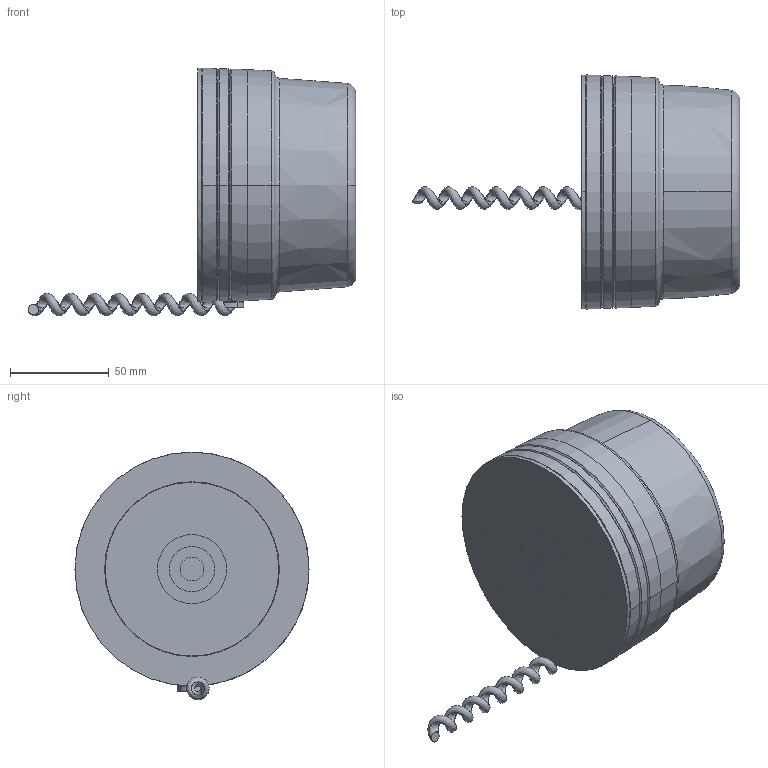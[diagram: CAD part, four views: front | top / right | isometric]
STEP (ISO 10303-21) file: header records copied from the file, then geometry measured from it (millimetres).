
FILE_DESCRIPTION (( 'STEP AP203' ), '1' );
FILE_NAME ('DK170507DD21.STEP', '2018-05-15T07:43:47', ( '' ), ( '' ), 'SwSTEP 2.0', 'SolidWorks 2017', '' );
FILE_SCHEMA (( 'CONFIG_CONTROL_DESIGN' ));
Length unit declared in the file: millimetre
Products named in the file (1): DK170507DD21
Bounding box: 166.05 x 118.59 x 125.56 mm (x, y, z)
Volume: 253387.6 mm3; surface area: 129192.5 mm2
Topology: 2 solids, 29 shells, 814 faces, 2086 edges, 1342 vertices
Faces by surface type: plane 360, bspline 155, cone 122, cylinder 113, torus 64
Entity records: 40030 total; most frequent: CARTESIAN_POINT 21521, ORIENTED_EDGE 4128, DIRECTION 3422, EDGE_CURVE 2064, VERTEX_POINT 1342, AXIS2_PLACEMENT_3D 1273, LINE 876, VECTOR 876
